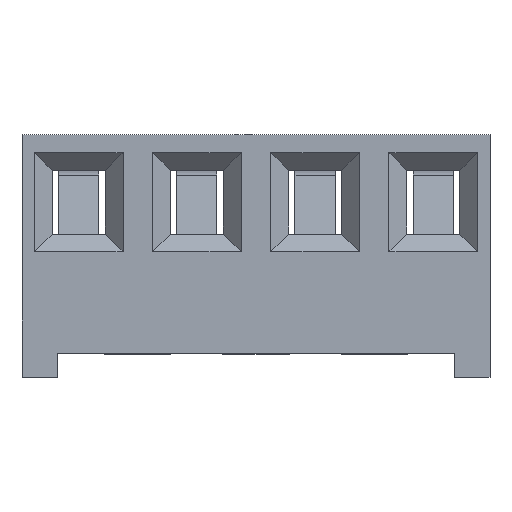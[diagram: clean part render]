
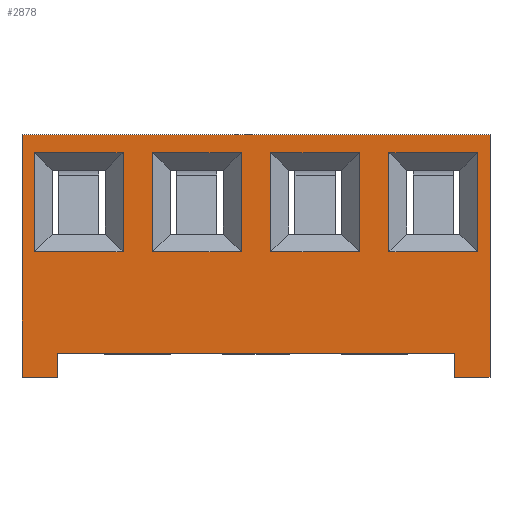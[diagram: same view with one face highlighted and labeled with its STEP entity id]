
A CAD part, top view. The second image highlights one B-rep face of the part: STEP entity #2878.
In plain terms, the highlighted planar face has unit normal (0, 0, 1).
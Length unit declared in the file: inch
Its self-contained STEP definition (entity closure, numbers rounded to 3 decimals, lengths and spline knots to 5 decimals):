
#29=DIRECTION('',(0.,-1.,0.));
#30=VECTOR('',#29,0.205);
#31=CARTESIAN_POINT('',(-0.198,0.307,0.));
#32=LINE('',#31,#30);
#37=DIRECTION('',(0.,-1.,0.));
#38=VECTOR('',#37,0.084);
#39=CARTESIAN_POINT('',(-0.1875,0.292,0.));
#40=LINE('',#39,#38);
#41=DIRECTION('',(1.,0.,0.));
#42=VECTOR('',#41,0.075);
#43=CARTESIAN_POINT('',(-0.1875,0.208,0.));
#44=LINE('',#43,#42);
#45=DIRECTION('',(0.,1.,0.));
#46=VECTOR('',#45,0.084);
#47=CARTESIAN_POINT('',(-0.1125,0.208,0.));
#48=LINE('',#47,#46);
#49=DIRECTION('',(-1.,0.,0.));
#50=VECTOR('',#49,0.075);
#51=CARTESIAN_POINT('',(-0.1125,0.292,0.));
#52=LINE('',#51,#50);
#53=DIRECTION('',(0.,-1.,0.));
#54=VECTOR('',#53,0.084);
#55=CARTESIAN_POINT('',(-0.0875,0.292,0.));
#56=LINE('',#55,#54);
#57=DIRECTION('',(1.,0.,0.));
#58=VECTOR('',#57,0.075);
#59=CARTESIAN_POINT('',(-0.0875,0.208,0.));
#60=LINE('',#59,#58);
#61=DIRECTION('',(0.,1.,0.));
#62=VECTOR('',#61,0.084);
#63=CARTESIAN_POINT('',(-0.0125,0.208,0.));
#64=LINE('',#63,#62);
#65=DIRECTION('',(-1.,0.,0.));
#66=VECTOR('',#65,0.075);
#67=CARTESIAN_POINT('',(-0.0125,0.292,0.));
#68=LINE('',#67,#66);
#69=DIRECTION('',(0.,-1.,0.));
#70=VECTOR('',#69,0.084);
#71=CARTESIAN_POINT('',(0.0125,0.292,0.));
#72=LINE('',#71,#70);
#73=DIRECTION('',(1.,0.,0.));
#74=VECTOR('',#73,0.075);
#75=CARTESIAN_POINT('',(0.0125,0.208,0.));
#76=LINE('',#75,#74);
#77=DIRECTION('',(0.,1.,0.));
#78=VECTOR('',#77,0.084);
#79=CARTESIAN_POINT('',(0.0875,0.208,0.));
#80=LINE('',#79,#78);
#81=DIRECTION('',(-1.,0.,0.));
#82=VECTOR('',#81,0.075);
#83=CARTESIAN_POINT('',(0.0875,0.292,0.));
#84=LINE('',#83,#82);
#85=DIRECTION('',(0.,-1.,0.));
#86=VECTOR('',#85,0.084);
#87=CARTESIAN_POINT('',(0.1125,0.292,0.));
#88=LINE('',#87,#86);
#89=DIRECTION('',(1.,0.,0.));
#90=VECTOR('',#89,0.075);
#91=CARTESIAN_POINT('',(0.1125,0.208,0.));
#92=LINE('',#91,#90);
#93=DIRECTION('',(0.,1.,0.));
#94=VECTOR('',#93,0.084);
#95=CARTESIAN_POINT('',(0.1875,0.208,0.));
#96=LINE('',#95,#94);
#97=DIRECTION('',(-1.,0.,0.));
#98=VECTOR('',#97,0.075);
#99=CARTESIAN_POINT('',(0.1875,0.292,0.));
#100=LINE('',#99,#98);
#101=DIRECTION('',(1.,0.,0.));
#102=VECTOR('',#101,0.03);
#103=CARTESIAN_POINT('',(-0.198,0.102,0.));
#104=LINE('',#103,#102);
#105=DIRECTION('',(1.,0.,0.));
#106=VECTOR('',#105,0.396);
#107=CARTESIAN_POINT('',(-0.198,0.307,0.));
#108=LINE('',#107,#106);
#109=DIRECTION('',(1.,0.,0.));
#110=VECTOR('',#109,0.03);
#111=CARTESIAN_POINT('',(0.168,0.102,0.));
#112=LINE('',#111,#110);
#113=DIRECTION('',(0.,1.,0.));
#114=VECTOR('',#113,0.02);
#115=CARTESIAN_POINT('',(0.168,0.102,0.));
#116=LINE('',#115,#114);
#117=DIRECTION('',(1.,0.,0.));
#118=VECTOR('',#117,0.336);
#119=CARTESIAN_POINT('',(-0.168,0.122,0.));
#120=LINE('',#119,#118);
#121=DIRECTION('',(0.,1.,0.));
#122=VECTOR('',#121,0.02);
#123=CARTESIAN_POINT('',(-0.168,0.102,0.));
#124=LINE('',#123,#122);
#1097=DIRECTION('',(0.,-1.,0.));
#1098=VECTOR('',#1097,0.205);
#1099=CARTESIAN_POINT('',(0.198,0.307,0.));
#1100=LINE('',#1099,#1098);
#2099=CARTESIAN_POINT('',(-0.198,0.307,0.));
#2100=VERTEX_POINT('',#2099);
#2111=CARTESIAN_POINT('',(0.198,0.307,0.));
#2112=VERTEX_POINT('',#2111);
#2141=CARTESIAN_POINT('',(-0.1875,0.292,0.));
#2142=CARTESIAN_POINT('',(-0.1875,0.208,0.));
#2143=VERTEX_POINT('',#2141);
#2144=VERTEX_POINT('',#2142);
#2145=CARTESIAN_POINT('',(-0.1125,0.208,0.));
#2146=VERTEX_POINT('',#2145);
#2147=CARTESIAN_POINT('',(-0.1125,0.292,0.));
#2148=VERTEX_POINT('',#2147);
#2157=CARTESIAN_POINT('',(-0.168,0.122,0.));
#2158=CARTESIAN_POINT('',(0.168,0.122,0.));
#2159=VERTEX_POINT('',#2157);
#2160=VERTEX_POINT('',#2158);
#2297=CARTESIAN_POINT('',(-0.0875,0.292,0.));
#2298=CARTESIAN_POINT('',(-0.0875,0.208,0.));
#2299=VERTEX_POINT('',#2297);
#2300=VERTEX_POINT('',#2298);
#2301=CARTESIAN_POINT('',(-0.0125,0.208,0.));
#2302=VERTEX_POINT('',#2301);
#2303=CARTESIAN_POINT('',(-0.0125,0.292,0.));
#2304=VERTEX_POINT('',#2303);
#2321=CARTESIAN_POINT('',(0.0125,0.292,0.));
#2322=CARTESIAN_POINT('',(0.0125,0.208,0.));
#2323=VERTEX_POINT('',#2321);
#2324=VERTEX_POINT('',#2322);
#2325=CARTESIAN_POINT('',(0.0875,0.208,0.));
#2326=VERTEX_POINT('',#2325);
#2327=CARTESIAN_POINT('',(0.0875,0.292,0.));
#2328=VERTEX_POINT('',#2327);
#2345=CARTESIAN_POINT('',(0.1125,0.292,0.));
#2346=CARTESIAN_POINT('',(0.1125,0.208,0.));
#2347=VERTEX_POINT('',#2345);
#2348=VERTEX_POINT('',#2346);
#2349=CARTESIAN_POINT('',(0.1875,0.208,0.));
#2350=VERTEX_POINT('',#2349);
#2351=CARTESIAN_POINT('',(0.1875,0.292,0.));
#2352=VERTEX_POINT('',#2351);
#2733=CARTESIAN_POINT('',(-0.198,0.102,0.));
#2735=VERTEX_POINT('',#2733);
#2737=CARTESIAN_POINT('',(0.198,0.102,0.));
#2739=VERTEX_POINT('',#2737);
#2745=CARTESIAN_POINT('',(-0.168,0.102,0.));
#2746=VERTEX_POINT('',#2745);
#2747=CARTESIAN_POINT('',(0.168,0.102,0.));
#2748=VERTEX_POINT('',#2747);
#2819=CARTESIAN_POINT('',(-0.198,0.307,0.));
#2820=DIRECTION('',(0.,0.,1.));
#2821=DIRECTION('',(0.,-1.,0.));
#2822=AXIS2_PLACEMENT_3D('',#2819,#2820,#2821);
#2823=PLANE('',#2822);
#2824=ORIENTED_EDGE('',*,*,#2783,.F.);
#2825=ORIENTED_EDGE('',*,*,#2768,.F.);
#2827=ORIENTED_EDGE('',*,*,#2826,.T.);
#2829=ORIENTED_EDGE('',*,*,#2828,.T.);
#2830=ORIENTED_EDGE('',*,*,#2797,.F.);
#2832=ORIENTED_EDGE('',*,*,#2831,.T.);
#2834=ORIENTED_EDGE('',*,*,#2833,.F.);
#2835=ORIENTED_EDGE('',*,*,#2810,.F.);
#2836=EDGE_LOOP('',(#2824,#2825,#2827,#2829,#2830,#2832,#2834,#2835));
#2837=FACE_OUTER_BOUND('',#2836,.F.);
#2839=ORIENTED_EDGE('',*,*,#2838,.T.);
#2841=ORIENTED_EDGE('',*,*,#2840,.T.);
#2843=ORIENTED_EDGE('',*,*,#2842,.T.);
#2845=ORIENTED_EDGE('',*,*,#2844,.T.);
#2846=EDGE_LOOP('',(#2839,#2841,#2843,#2845));
#2847=FACE_BOUND('',#2846,.F.);
#2849=ORIENTED_EDGE('',*,*,#2848,.T.);
#2851=ORIENTED_EDGE('',*,*,#2850,.T.);
#2853=ORIENTED_EDGE('',*,*,#2852,.T.);
#2855=ORIENTED_EDGE('',*,*,#2854,.T.);
#2856=EDGE_LOOP('',(#2849,#2851,#2853,#2855));
#2857=FACE_BOUND('',#2856,.F.);
#2859=ORIENTED_EDGE('',*,*,#2858,.T.);
#2861=ORIENTED_EDGE('',*,*,#2860,.T.);
#2863=ORIENTED_EDGE('',*,*,#2862,.T.);
#2865=ORIENTED_EDGE('',*,*,#2864,.T.);
#2866=EDGE_LOOP('',(#2859,#2861,#2863,#2865));
#2867=FACE_BOUND('',#2866,.F.);
#2869=ORIENTED_EDGE('',*,*,#2868,.T.);
#2871=ORIENTED_EDGE('',*,*,#2870,.T.);
#2873=ORIENTED_EDGE('',*,*,#2872,.T.);
#2875=ORIENTED_EDGE('',*,*,#2874,.T.);
#2876=EDGE_LOOP('',(#2869,#2871,#2873,#2875));
#2877=FACE_BOUND('',#2876,.F.);
#2878=ADVANCED_FACE('',(#2837,#2847,#2857,#2867,#2877),#2823,.T.);
#2768=EDGE_CURVE('',#2100,#2735,#32,.T.);
#2783=EDGE_CURVE('',#2735,#2746,#104,.T.);
#2797=EDGE_CURVE('',#2748,#2739,#112,.T.);
#2810=EDGE_CURVE('',#2746,#2159,#124,.T.);
#2826=EDGE_CURVE('',#2100,#2112,#108,.T.);
#2828=EDGE_CURVE('',#2112,#2739,#1100,.T.);
#2831=EDGE_CURVE('',#2748,#2160,#116,.T.);
#2833=EDGE_CURVE('',#2159,#2160,#120,.T.);
#2838=EDGE_CURVE('',#2299,#2300,#56,.T.);
#2840=EDGE_CURVE('',#2300,#2302,#60,.T.);
#2842=EDGE_CURVE('',#2302,#2304,#64,.T.);
#2844=EDGE_CURVE('',#2304,#2299,#68,.T.);
#2848=EDGE_CURVE('',#2323,#2324,#72,.T.);
#2850=EDGE_CURVE('',#2324,#2326,#76,.T.);
#2852=EDGE_CURVE('',#2326,#2328,#80,.T.);
#2854=EDGE_CURVE('',#2328,#2323,#84,.T.);
#2858=EDGE_CURVE('',#2347,#2348,#88,.T.);
#2860=EDGE_CURVE('',#2348,#2350,#92,.T.);
#2862=EDGE_CURVE('',#2350,#2352,#96,.T.);
#2864=EDGE_CURVE('',#2352,#2347,#100,.T.);
#2868=EDGE_CURVE('',#2143,#2144,#40,.T.);
#2870=EDGE_CURVE('',#2144,#2146,#44,.T.);
#2872=EDGE_CURVE('',#2146,#2148,#48,.T.);
#2874=EDGE_CURVE('',#2148,#2143,#52,.T.);
